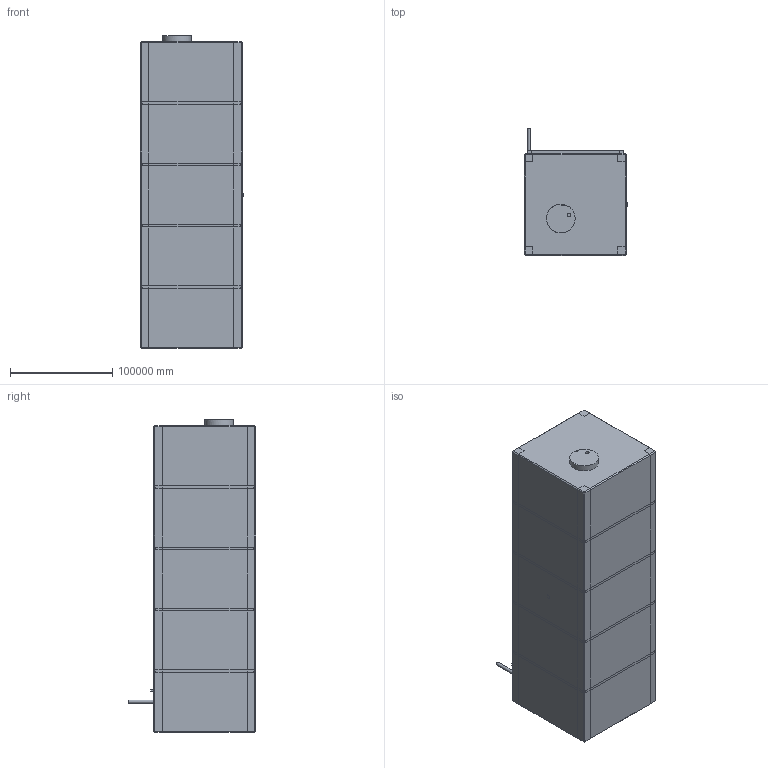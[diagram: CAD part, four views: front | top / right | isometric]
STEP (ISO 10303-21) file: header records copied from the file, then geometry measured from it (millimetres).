
FILE_DESCRIPTION(('FreeCAD Model'),'2;1');
FILE_NAME('Open CASCADE Shape Model','2025-08-25T19:10:24',('Author'),( ''),'Open CASCADE STEP processor 7.8','FreeCAD','Unknown');
FILE_SCHEMA(('AUTOMOTIVE_DESIGN { 1 0 10303 214 1 1 1 1 }'));
Length unit declared in the file: metre
Products named in the file (12): CubeSat_Frame; Internals_Fused; Solar_Panel_Xneg; Solar_Panel_Xpos; PCB_Right; Battery_Pack; PCB_Left; Reaction_Wheel; Antenna_Boom_Folded; Harness_Channel; Magnetorquer; Sun_Sensors
Bounding box: 101700 x 125000 x 306000 mm (x, y, z)
Volume: 501038938123292.4 mm3; surface area: 377769938233.4 mm2
Topology: 22 solids, 23 shells, 460 faces, 1034 edges, 657 vertices
Faces by surface type: plane 405, cylinder 55
Full cylindrical faces by diameter (mm): 3000 x4, 3400 x9, 3600 x3, 6000 x2, 7000 x2, 24000 x2, 28000 x1
Entity records: 26038 total; most frequent: CARTESIAN_POINT 4506, DIRECTION 3887, LINE 2491, VECTOR 2491, ORIENTED_EDGE 2068, PCURVE 2068, DEFINITIONAL_REPRESENTATION 2068, EDGE_CURVE 1034
